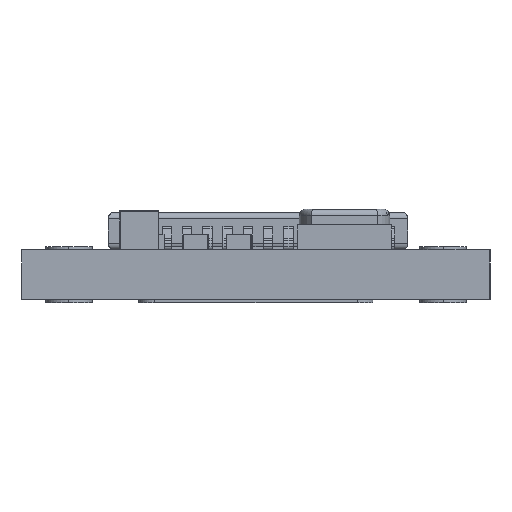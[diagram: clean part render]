
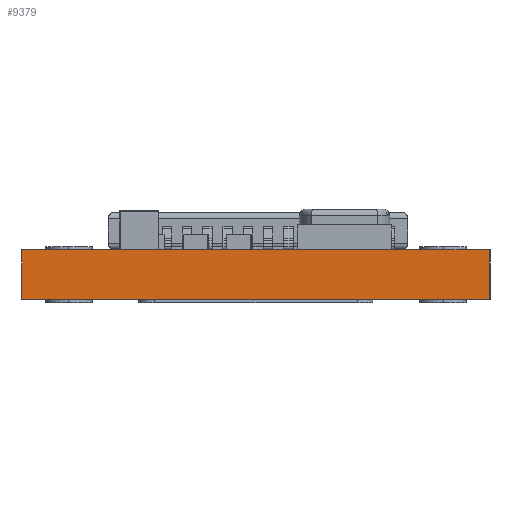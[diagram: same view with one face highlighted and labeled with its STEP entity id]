
A CAD part, left-side view. The second image highlights one B-rep face of the part: STEP entity #9379.
In plain terms, the highlighted planar face has unit normal (-1, 0, 0).
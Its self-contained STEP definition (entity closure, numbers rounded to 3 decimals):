
#69 = CARTESIAN_POINT ( 'NONE',  ( -10.5, 7.5, 1.6 ) ) ;
#1210 = VERTEX_POINT ( 'NONE', #69 ) ;
#3255 = EDGE_CURVE ( 'NONE', #1210, #21866, #27610, .T. ) ;
#3440 = DIRECTION ( 'NONE',  ( 0., -1., 0. ) ) ;
#6560 = CARTESIAN_POINT ( 'NONE',  ( -10.5, 7.5, 0. ) ) ;
#7017 = CARTESIAN_POINT ( 'NONE',  ( -10.5, -7.5, 0. ) ) ;
#8161 = CARTESIAN_POINT ( 'NONE',  ( -10.5, 7.5, 1.6 ) ) ;
#9379 = ADVANCED_FACE ( 'NONE', ( #32337 ), #12633, .F. ) ;
#10920 = EDGE_LOOP ( 'NONE', ( #32730, #24800, #32412, #12980 ) ) ;
#12525 = DIRECTION ( 'NONE',  ( 1., 0., 0. ) ) ;
#12633 = PLANE ( 'NONE',  #26507 ) ;
#12980 = ORIENTED_EDGE ( 'NONE', *, *, #25559, .T. ) ;
#15306 = CARTESIAN_POINT ( 'NONE',  ( -10.5, 7.5, 1.6 ) ) ;
#18071 = DIRECTION ( 'NONE',  ( 0., -1., 0. ) ) ;
#20594 = CARTESIAN_POINT ( 'NONE',  ( -10.5, 7.5, 1.6 ) ) ;
#21604 = LINE ( 'NONE', #33020, #34782 ) ;
#21615 = DIRECTION ( 'NONE',  ( 0., 0., -1. ) ) ;
#21866 = VERTEX_POINT ( 'NONE', #27654 ) ;
#23795 = DIRECTION ( 'NONE',  ( 0., 0., -1. ) ) ;
#24106 = VECTOR ( 'NONE', #3440, 1000. ) ;
#24800 = ORIENTED_EDGE ( 'NONE', *, *, #27672, .F. ) ;
#25559 = EDGE_CURVE ( 'NONE', #1210, #25799, #35904, .T. ) ;
#25799 = VERTEX_POINT ( 'NONE', #34884 ) ;
#26507 = AXIS2_PLACEMENT_3D ( 'NONE', #15306, #12525, #23795 ) ;
#26744 = VECTOR ( 'NONE', #28186, 1000. ) ;
#27610 = LINE ( 'NONE', #20594, #24106 ) ;
#27654 = CARTESIAN_POINT ( 'NONE',  ( -10.5, -7.5, 1.6 ) ) ;
#27672 = EDGE_CURVE ( 'NONE', #21866, #33572, #21604, .T. ) ;
#28186 = DIRECTION ( 'NONE',  ( 0., 0., -1. ) ) ;
#28712 = VECTOR ( 'NONE', #18071, 1000. ) ;
#32337 = FACE_OUTER_BOUND ( 'NONE', #10920, .T. ) ;
#32412 = ORIENTED_EDGE ( 'NONE', *, *, #3255, .F. ) ;
#32730 = ORIENTED_EDGE ( 'NONE', *, *, #34719, .T. ) ;
#33020 = CARTESIAN_POINT ( 'NONE',  ( -10.5, -7.5, 1.6 ) ) ;
#33572 = VERTEX_POINT ( 'NONE', #7017 ) ;
#34719 = EDGE_CURVE ( 'NONE', #25799, #33572, #36124, .T. ) ;
#34782 = VECTOR ( 'NONE', #21615, 1000. ) ;
#34884 = CARTESIAN_POINT ( 'NONE',  ( -10.5, 7.5, 0. ) ) ;
#35904 = LINE ( 'NONE', #8161, #26744 ) ;
#36124 = LINE ( 'NONE', #6560, #28712 ) ;
